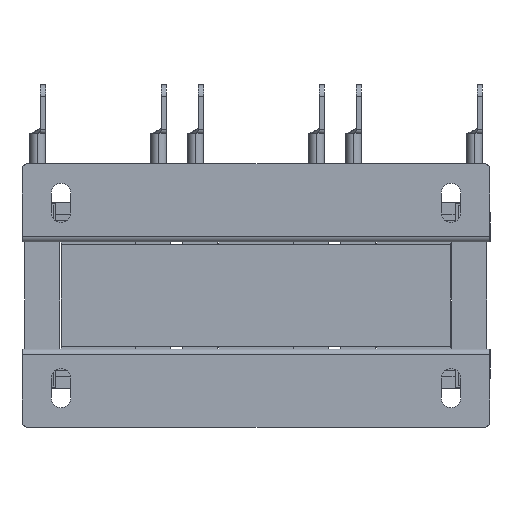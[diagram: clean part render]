
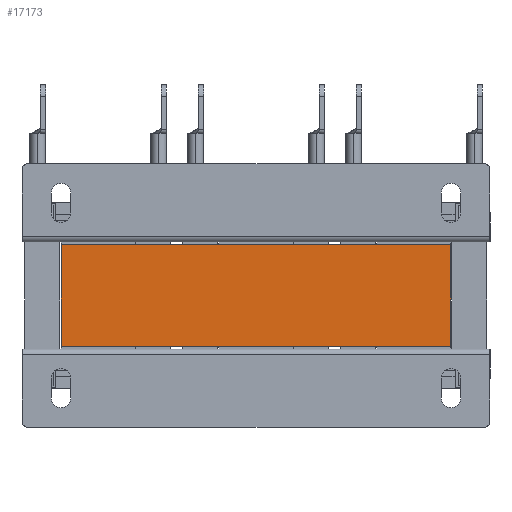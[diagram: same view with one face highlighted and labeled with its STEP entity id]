
A CAD part, front view. The second image highlights one B-rep face of the part: STEP entity #17173.
In plain terms, the highlighted planar face has unit normal (0, -1, 0).
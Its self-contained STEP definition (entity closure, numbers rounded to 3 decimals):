
#29 = DIRECTION ( 'NONE',  ( 1., 0., 0. ) ) ;
#707 = DIRECTION ( 'NONE',  ( 0., 0., -1. ) ) ;
#1021 = FACE_OUTER_BOUND ( 'NONE', #8157, .T. ) ;
#1380 = VECTOR ( 'NONE', #21961, 1000. ) ;
#1735 = LINE ( 'NONE', #20719, #11518 ) ;
#2053 = EDGE_CURVE ( 'NONE', #10957, #20587, #21030, .T. ) ;
#2785 = CARTESIAN_POINT ( 'NONE',  ( 100., -19., 52. ) ) ;
#3480 = CARTESIAN_POINT ( 'NONE',  ( -100., -19., 0. ) ) ;
#4827 = EDGE_CURVE ( 'NONE', #12595, #10957, #19382, .T. ) ;
#6834 = CARTESIAN_POINT ( 'NONE',  ( -100., -19., 52. ) ) ;
#8157 = EDGE_LOOP ( 'NONE', ( #10155, #16587, #10263, #19896 ) ) ;
#10155 = ORIENTED_EDGE ( 'NONE', *, *, #14371, .T. ) ;
#10263 = ORIENTED_EDGE ( 'NONE', *, *, #4827, .F. ) ;
#10957 = VERTEX_POINT ( 'NONE', #2785 ) ;
#11518 = VECTOR ( 'NONE', #29, 1000. ) ;
#12324 = PLANE ( 'NONE',  #21277 ) ;
#12595 = VERTEX_POINT ( 'NONE', #21751 ) ;
#14145 = CARTESIAN_POINT ( 'NONE',  ( -100., -19., 52. ) ) ;
#14371 = EDGE_CURVE ( 'NONE', #21860, #20587, #1735, .T. ) ;
#15284 = VECTOR ( 'NONE', #21083, 1000. ) ;
#15968 = DIRECTION ( 'NONE',  ( 0., 1., 0. ) ) ;
#16587 = ORIENTED_EDGE ( 'NONE', *, *, #2053, .F. ) ;
#17173 = ADVANCED_FACE ( 'NONE', ( #1021 ), #12324, .F. ) ;
#17362 = CARTESIAN_POINT ( 'NONE',  ( 100., -19., 52. ) ) ;
#17797 = CARTESIAN_POINT ( 'NONE',  ( -100., -19., 52. ) ) ;
#18192 = VECTOR ( 'NONE', #707, 1000. ) ;
#18222 = CARTESIAN_POINT ( 'NONE',  ( 100., -19., 0. ) ) ;
#19382 = LINE ( 'NONE', #17797, #15284 ) ;
#19896 = ORIENTED_EDGE ( 'NONE', *, *, #23646, .T. ) ;
#20587 = VERTEX_POINT ( 'NONE', #18222 ) ;
#20719 = CARTESIAN_POINT ( 'NONE',  ( -100., -19., 0. ) ) ;
#21030 = LINE ( 'NONE', #17362, #18192 ) ;
#21083 = DIRECTION ( 'NONE',  ( 1., 0., 0. ) ) ;
#21277 = AXIS2_PLACEMENT_3D ( 'NONE', #14145, #15968, #23418 ) ;
#21751 = CARTESIAN_POINT ( 'NONE',  ( -100., -19., 52. ) ) ;
#21860 = VERTEX_POINT ( 'NONE', #3480 ) ;
#21961 = DIRECTION ( 'NONE',  ( 0., 0., -1. ) ) ;
#23418 = DIRECTION ( 'NONE',  ( 0., 0., 1. ) ) ;
#23646 = EDGE_CURVE ( 'NONE', #12595, #21860, #23800, .T. ) ;
#23800 = LINE ( 'NONE', #6834, #1380 ) ;
